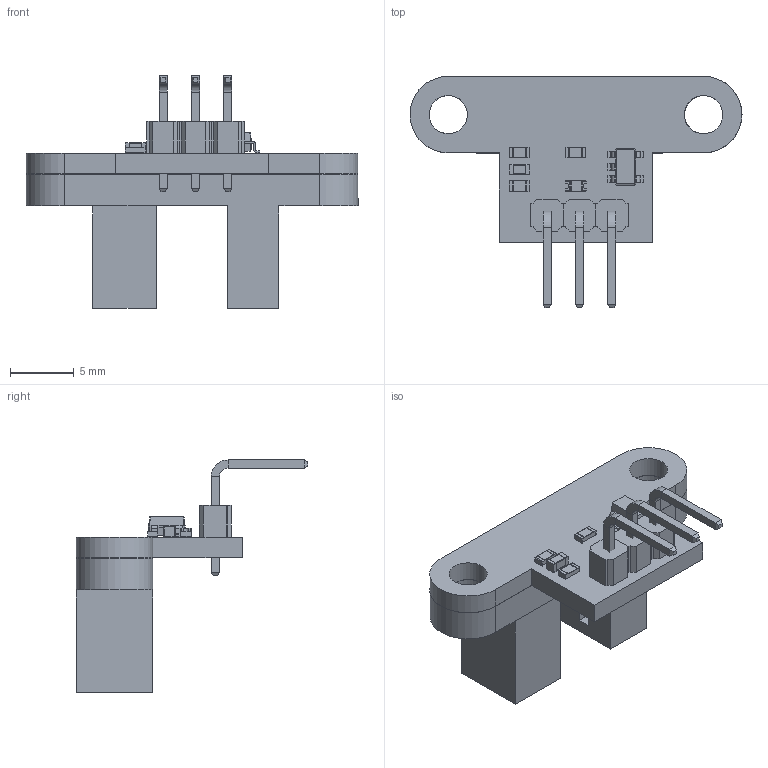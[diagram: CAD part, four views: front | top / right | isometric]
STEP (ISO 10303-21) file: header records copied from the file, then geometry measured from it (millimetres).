
FILE_DESCRIPTION(/* description */ (''),/* implementation_level */ '2;1');
FILE_NAME(/* name */ 'IR Optical Sensor Module.step',/* time_stamp */ '2021-08-06T18:34:16+02:00',/* author */ (''),/* organization */ (''),/* preprocessor_version */ 'ST-DEVELOPER v18.1',/* originating_system */ 'Autodesk Translation Framework v10.9.0.1377',/* authorisation */ '');
FILE_SCHEMA (('AUTOMOTIVE_DESIGN { 1 0 10303 214 3 1 1 }'));
Length unit declared in the file: millimetre
Products named in the file (14): Motor Encoder; SOT-23-5; SOLID; R_0603_1608Metric; R_0603_1608Metric_1; R_0603_1608Metric_2; SOLID (1); D_0603_1608Metric; SOLID (3); C_0603_1608Metric; SOLID (4); COMPOUND; Motor Encoder Diodes; DS1022-1x7RUF11
Assembly tree (15 placements, depth 3):
  Motor Encoder
    SOT-23-5
      SOLID
    R_0603_1608Metric
      SOLID (1)
    R_0603_1608Metric_1
      SOLID (1)
    R_0603_1608Metric_2
      SOLID (1)
    D_0603_1608Metric
      SOLID (3)
    C_0603_1608Metric
      SOLID (4)
    COMPOUND
    Motor Encoder Diodes
    DS1022-1x7RUF11
Bounding box: 26.02 x 18.14 x 18.19 mm (x, y, z)
Volume: 1169 mm3; surface area: 1710.3 mm2
Topology: 14 solids, 14 shells, 414 faces, 1043 edges, 660 vertices
Faces by surface type: plane 327, cylinder 87
Full cylindrical faces by diameter (mm): 1 x3, 3 x4
Entity records: 11479 total; most frequent: CARTESIAN_POINT 1974, DIRECTION 1815, ORIENTED_EDGE 1814, EDGE_CURVE 907, LINE 765, VECTOR 765, VERTEX_POINT 572, AXIS2_PLACEMENT_3D 525
